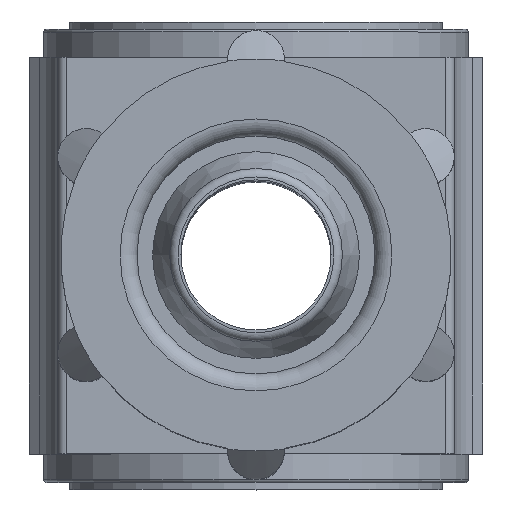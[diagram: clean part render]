
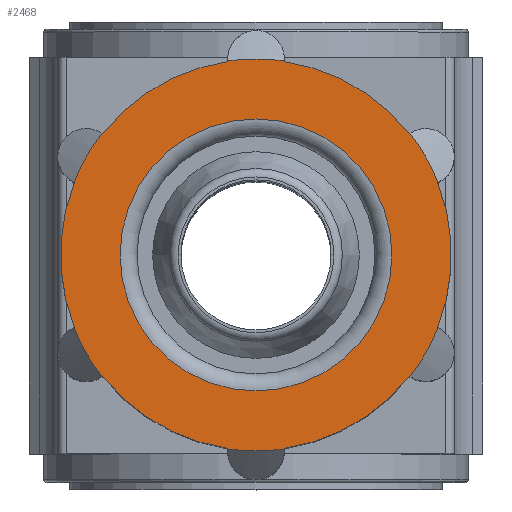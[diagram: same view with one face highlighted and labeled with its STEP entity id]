
A CAD part, top view. The second image highlights one B-rep face of the part: STEP entity #2468.
In plain terms, the highlighted planar face has unit normal (0, 0, 1).
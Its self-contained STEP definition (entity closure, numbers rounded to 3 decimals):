
#335=ORIENTED_EDGE('',*,*,#817,.F.);
#336=ORIENTED_EDGE('',*,*,#818,.F.);
#337=ORIENTED_EDGE('',*,*,#819,.F.);
#338=ORIENTED_EDGE('',*,*,#820,.F.);
#339=ORIENTED_EDGE('',*,*,#821,.F.);
#340=ORIENTED_EDGE('',*,*,#822,.F.);
#341=ORIENTED_EDGE('',*,*,#823,.F.);
#342=ORIENTED_EDGE('',*,*,#824,.F.);
#343=ORIENTED_EDGE('',*,*,#825,.F.);
#344=ORIENTED_EDGE('',*,*,#826,.F.);
#345=ORIENTED_EDGE('',*,*,#827,.F.);
#346=ORIENTED_EDGE('',*,*,#828,.F.);
#347=ORIENTED_EDGE('',*,*,#829,.F.);
#348=ORIENTED_EDGE('',*,*,#830,.F.);
#349=ORIENTED_EDGE('',*,*,#831,.F.);
#350=ORIENTED_EDGE('',*,*,#832,.F.);
#351=ORIENTED_EDGE('',*,*,#833,.F.);
#352=ORIENTED_EDGE('',*,*,#834,.F.);
#353=ORIENTED_EDGE('',*,*,#835,.F.);
#354=ORIENTED_EDGE('',*,*,#836,.F.);
#355=ORIENTED_EDGE('',*,*,#837,.F.);
#356=ORIENTED_EDGE('',*,*,#838,.F.);
#357=ORIENTED_EDGE('',*,*,#839,.F.);
#358=ORIENTED_EDGE('',*,*,#840,.F.);
#359=ORIENTED_EDGE('',*,*,#841,.T.);
#817=EDGE_CURVE('',#1053,#1054,#1231,.T.);
#818=EDGE_CURVE('',#1055,#1053,#1232,.T.);
#819=EDGE_CURVE('',#1056,#1055,#1233,.T.);
#820=EDGE_CURVE('',#1057,#1056,#1234,.T.);
#821=EDGE_CURVE('',#1058,#1057,#1235,.T.);
#822=EDGE_CURVE('',#1059,#1058,#1236,.T.);
#823=EDGE_CURVE('',#1060,#1059,#1237,.T.);
#824=EDGE_CURVE('',#1061,#1060,#1238,.T.);
#825=EDGE_CURVE('',#1062,#1061,#1239,.T.);
#826=EDGE_CURVE('',#1063,#1062,#1240,.T.);
#827=EDGE_CURVE('',#1064,#1063,#1241,.T.);
#828=EDGE_CURVE('',#1065,#1064,#1242,.T.);
#829=EDGE_CURVE('',#1066,#1065,#1243,.T.);
#830=EDGE_CURVE('',#1067,#1066,#1244,.T.);
#831=EDGE_CURVE('',#1068,#1067,#1245,.T.);
#832=EDGE_CURVE('',#1069,#1068,#1246,.T.);
#833=EDGE_CURVE('',#1070,#1069,#1247,.T.);
#834=EDGE_CURVE('',#1071,#1070,#1248,.T.);
#835=EDGE_CURVE('',#1072,#1071,#1249,.T.);
#836=EDGE_CURVE('',#1073,#1072,#1250,.T.);
#837=EDGE_CURVE('',#1074,#1073,#1251,.T.);
#838=EDGE_CURVE('',#1075,#1074,#1252,.T.);
#839=EDGE_CURVE('',#1076,#1075,#1253,.T.);
#840=EDGE_CURVE('',#1054,#1076,#1254,.T.);
#841=EDGE_CURVE('',#1077,#1077,#1255,.T.);
#1053=VERTEX_POINT('',#3636);
#1054=VERTEX_POINT('',#3637);
#1055=VERTEX_POINT('',#3639);
#1056=VERTEX_POINT('',#3641);
#1057=VERTEX_POINT('',#3643);
#1058=VERTEX_POINT('',#3645);
#1059=VERTEX_POINT('',#3647);
#1060=VERTEX_POINT('',#3649);
#1061=VERTEX_POINT('',#3651);
#1062=VERTEX_POINT('',#3653);
#1063=VERTEX_POINT('',#3655);
#1064=VERTEX_POINT('',#3657);
#1065=VERTEX_POINT('',#3659);
#1066=VERTEX_POINT('',#3661);
#1067=VERTEX_POINT('',#3663);
#1068=VERTEX_POINT('',#3665);
#1069=VERTEX_POINT('',#3667);
#1070=VERTEX_POINT('',#3669);
#1071=VERTEX_POINT('',#3671);
#1072=VERTEX_POINT('',#3673);
#1073=VERTEX_POINT('',#3675);
#1074=VERTEX_POINT('',#3677);
#1075=VERTEX_POINT('',#3679);
#1076=VERTEX_POINT('',#3681);
#1077=VERTEX_POINT('',#3684);
#1231=CIRCLE('',#2635,6.925);
#1232=CIRCLE('',#2636,1.);
#1233=CIRCLE('',#2637,6.9);
#1234=CIRCLE('',#2638,1.);
#1235=CIRCLE('',#2639,6.925);
#1236=CIRCLE('',#2640,1.);
#1237=CIRCLE('',#2641,6.9);
#1238=CIRCLE('',#2642,1.);
#1239=CIRCLE('',#2643,6.925);
#1240=CIRCLE('',#2644,1.);
#1241=CIRCLE('',#2645,6.9);
#1242=CIRCLE('',#2646,1.);
#1243=CIRCLE('',#2647,6.925);
#1244=CIRCLE('',#2648,1.);
#1245=CIRCLE('',#2649,6.9);
#1246=CIRCLE('',#2650,1.);
#1247=CIRCLE('',#2651,6.925);
#1248=CIRCLE('',#2652,1.);
#1249=CIRCLE('',#2653,6.9);
#1250=CIRCLE('',#2654,1.);
#1251=CIRCLE('',#2655,6.925);
#1252=CIRCLE('',#2656,1.);
#1253=CIRCLE('',#2657,6.9);
#1254=CIRCLE('',#2658,1.);
#1255=CIRCLE('',#2659,4.8);
#1347=EDGE_LOOP('',(#335,#336,#337,#338,#339,#340,#341,#342,#343,#344,#345,
#346,#347,#348,#349,#350,#351,#352,#353,#354,#355,#356,#357,#358));
#1348=EDGE_LOOP('',(#359));
#1505=FACE_BOUND('',#1347,.T.);
#1506=FACE_BOUND('',#1348,.T.);
#1651=PLANE('',#2634);
#2468=ADVANCED_FACE('',(#1505,#1506),#1651,.F.);
#2634=AXIS2_PLACEMENT_3D('',#3634,#2961,#2962);
#2635=AXIS2_PLACEMENT_3D('',#3635,#2963,#2964);
#2636=AXIS2_PLACEMENT_3D('',#3638,#2965,#2966);
#2637=AXIS2_PLACEMENT_3D('',#3640,#2967,#2968);
#2638=AXIS2_PLACEMENT_3D('',#3642,#2969,#2970);
#2639=AXIS2_PLACEMENT_3D('',#3644,#2971,#2972);
#2640=AXIS2_PLACEMENT_3D('',#3646,#2973,#2974);
#2641=AXIS2_PLACEMENT_3D('',#3648,#2975,#2976);
#2642=AXIS2_PLACEMENT_3D('',#3650,#2977,#2978);
#2643=AXIS2_PLACEMENT_3D('',#3652,#2979,#2980);
#2644=AXIS2_PLACEMENT_3D('',#3654,#2981,#2982);
#2645=AXIS2_PLACEMENT_3D('',#3656,#2983,#2984);
#2646=AXIS2_PLACEMENT_3D('',#3658,#2985,#2986);
#2647=AXIS2_PLACEMENT_3D('',#3660,#2987,#2988);
#2648=AXIS2_PLACEMENT_3D('',#3662,#2989,#2990);
#2649=AXIS2_PLACEMENT_3D('',#3664,#2991,#2992);
#2650=AXIS2_PLACEMENT_3D('',#3666,#2993,#2994);
#2651=AXIS2_PLACEMENT_3D('',#3668,#2995,#2996);
#2652=AXIS2_PLACEMENT_3D('',#3670,#2997,#2998);
#2653=AXIS2_PLACEMENT_3D('',#3672,#2999,#3000);
#2654=AXIS2_PLACEMENT_3D('',#3674,#3001,#3002);
#2655=AXIS2_PLACEMENT_3D('',#3676,#3003,#3004);
#2656=AXIS2_PLACEMENT_3D('',#3678,#3005,#3006);
#2657=AXIS2_PLACEMENT_3D('',#3680,#3007,#3008);
#2658=AXIS2_PLACEMENT_3D('',#3682,#3009,#3010);
#2659=AXIS2_PLACEMENT_3D('',#3683,#3011,#3012);
#2961=DIRECTION('',(0.,0.,-1.));
#2962=DIRECTION('',(-1.,0.,0.));
#2963=DIRECTION('',(0.,0.,-1.));
#2964=DIRECTION('',(-1.,0.,0.));
#2965=DIRECTION('',(0.,0.,-1.));
#2966=DIRECTION('',(-1.,0.,0.));
#2967=DIRECTION('',(0.,0.,-1.));
#2968=DIRECTION('',(-1.,0.,0.));
#2969=DIRECTION('',(0.,0.,-1.));
#2970=DIRECTION('',(-1.,0.,0.));
#2971=DIRECTION('',(0.,0.,-1.));
#2972=DIRECTION('',(-1.,0.,0.));
#2973=DIRECTION('',(0.,0.,-1.));
#2974=DIRECTION('',(-1.,0.,0.));
#2975=DIRECTION('',(0.,0.,-1.));
#2976=DIRECTION('',(-1.,0.,0.));
#2977=DIRECTION('',(0.,0.,-1.));
#2978=DIRECTION('',(-1.,0.,0.));
#2979=DIRECTION('',(0.,0.,-1.));
#2980=DIRECTION('',(-1.,0.,0.));
#2981=DIRECTION('',(0.,0.,-1.));
#2982=DIRECTION('',(-1.,0.,0.));
#2983=DIRECTION('',(0.,0.,-1.));
#2984=DIRECTION('',(-1.,0.,0.));
#2985=DIRECTION('',(0.,0.,-1.));
#2986=DIRECTION('',(-1.,0.,0.));
#2987=DIRECTION('',(0.,0.,-1.));
#2988=DIRECTION('',(-1.,0.,0.));
#2989=DIRECTION('',(0.,0.,-1.));
#2990=DIRECTION('',(-1.,0.,0.));
#2991=DIRECTION('',(0.,0.,-1.));
#2992=DIRECTION('',(-1.,0.,0.));
#2993=DIRECTION('',(0.,0.,-1.));
#2994=DIRECTION('',(-1.,0.,0.));
#2995=DIRECTION('',(0.,0.,-1.));
#2996=DIRECTION('',(-1.,0.,0.));
#2997=DIRECTION('',(0.,0.,-1.));
#2998=DIRECTION('',(-1.,0.,0.));
#2999=DIRECTION('',(0.,0.,-1.));
#3000=DIRECTION('',(-1.,0.,0.));
#3001=DIRECTION('',(0.,0.,-1.));
#3002=DIRECTION('',(-1.,0.,0.));
#3003=DIRECTION('',(0.,0.,-1.));
#3004=DIRECTION('',(-1.,0.,0.));
#3005=DIRECTION('',(0.,0.,-1.));
#3006=DIRECTION('',(-1.,0.,0.));
#3007=DIRECTION('',(0.,0.,-1.));
#3008=DIRECTION('',(-1.,0.,0.));
#3009=DIRECTION('',(0.,0.,-1.));
#3010=DIRECTION('',(-1.,0.,0.));
#3011=DIRECTION('',(0.,0.,-1.));
#3012=DIRECTION('',(-1.,0.,0.));
#3634=CARTESIAN_POINT('',(0.,4.8,21.35));
#3635=CARTESIAN_POINT('',(0.,0.,21.35));
#3636=CARTESIAN_POINT('',(-0.997,6.853,21.35));
#3637=CARTESIAN_POINT('',(0.997,6.853,21.35));
#3638=CARTESIAN_POINT('',(0.,6.925,21.35));
#3639=CARTESIAN_POINT('',(-0.995,6.828,21.35));
#3640=CARTESIAN_POINT('',(0.,0.,21.35));
#3641=CARTESIAN_POINT('',(-5.415,4.276,21.35));
#3642=CARTESIAN_POINT('',(-5.997,3.463,21.35));
#3643=CARTESIAN_POINT('',(-5.436,4.29,21.35));
#3644=CARTESIAN_POINT('',(0.,0.,21.35));
#3645=CARTESIAN_POINT('',(-6.433,2.563,21.35));
#3646=CARTESIAN_POINT('',(-5.997,3.463,21.35));
#3647=CARTESIAN_POINT('',(-6.411,2.552,21.35));
#3648=CARTESIAN_POINT('',(0.,0.,21.35));
#3649=CARTESIAN_POINT('',(-6.411,-2.552,21.35));
#3650=CARTESIAN_POINT('',(-5.997,-3.463,21.35));
#3651=CARTESIAN_POINT('',(-6.433,-2.563,21.35));
#3652=CARTESIAN_POINT('',(0.,0.,21.35));
#3653=CARTESIAN_POINT('',(-5.436,-4.29,21.35));
#3654=CARTESIAN_POINT('',(-5.997,-3.463,21.35));
#3655=CARTESIAN_POINT('',(-5.415,-4.276,21.35));
#3656=CARTESIAN_POINT('',(0.,0.,21.35));
#3657=CARTESIAN_POINT('',(-0.995,-6.828,21.35));
#3658=CARTESIAN_POINT('',(0.,-6.925,21.35));
#3659=CARTESIAN_POINT('',(-0.997,-6.853,21.35));
#3660=CARTESIAN_POINT('',(0.,0.,21.35));
#3661=CARTESIAN_POINT('',(0.997,-6.853,21.35));
#3662=CARTESIAN_POINT('',(0.,-6.925,21.35));
#3663=CARTESIAN_POINT('',(0.995,-6.828,21.35));
#3664=CARTESIAN_POINT('',(0.,0.,21.35));
#3665=CARTESIAN_POINT('',(5.415,-4.276,21.35));
#3666=CARTESIAN_POINT('',(5.997,-3.463,21.35));
#3667=CARTESIAN_POINT('',(5.436,-4.29,21.35));
#3668=CARTESIAN_POINT('',(0.,0.,21.35));
#3669=CARTESIAN_POINT('',(6.433,-2.563,21.35));
#3670=CARTESIAN_POINT('',(5.997,-3.463,21.35));
#3671=CARTESIAN_POINT('',(6.411,-2.552,21.35));
#3672=CARTESIAN_POINT('',(0.,0.,21.35));
#3673=CARTESIAN_POINT('',(6.411,2.552,21.35));
#3674=CARTESIAN_POINT('',(5.997,3.463,21.35));
#3675=CARTESIAN_POINT('',(6.433,2.563,21.35));
#3676=CARTESIAN_POINT('',(0.,0.,21.35));
#3677=CARTESIAN_POINT('',(5.436,4.29,21.35));
#3678=CARTESIAN_POINT('',(5.997,3.463,21.35));
#3679=CARTESIAN_POINT('',(5.415,4.276,21.35));
#3680=CARTESIAN_POINT('',(0.,0.,21.35));
#3681=CARTESIAN_POINT('',(0.995,6.828,21.35));
#3682=CARTESIAN_POINT('',(0.,6.925,21.35));
#3683=CARTESIAN_POINT('',(0.,0.,21.35));
#3684=CARTESIAN_POINT('',(-4.8,0.,21.35));
